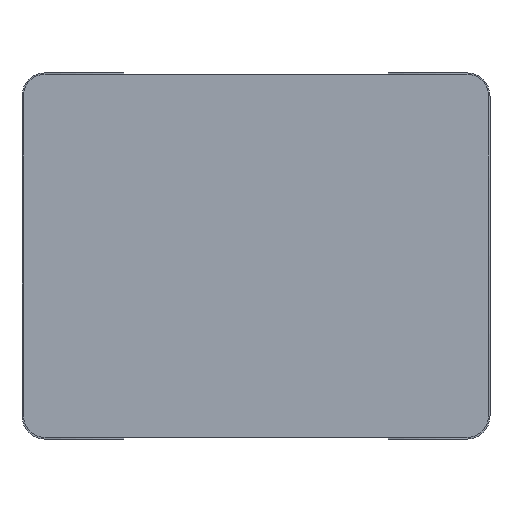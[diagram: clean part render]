
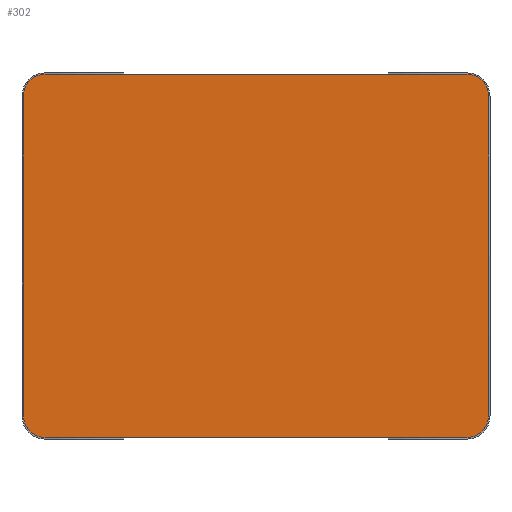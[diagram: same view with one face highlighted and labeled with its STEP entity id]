
A CAD part, top view. The second image highlights one B-rep face of the part: STEP entity #302.
In plain terms, the highlighted planar face has unit normal (0, 0, 1).
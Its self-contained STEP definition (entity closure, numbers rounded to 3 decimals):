
#183=PLANE('',#2455);
#302=ADVANCED_FACE('',(#469),#183,.F.);
#469=FACE_OUTER_BOUND('',#605,.T.);
#605=EDGE_LOOP('',(#1130,#1131,#1132,#1133,#1134,#1135,#1136,#1137));
#704=CIRCLE('',#2444,0.15);
#705=CIRCLE('',#2447,0.15);
#706=CIRCLE('',#2450,0.15);
#707=CIRCLE('',#2453,0.15);
#1130=ORIENTED_EDGE('',*,*,#1783,.F.);
#1131=ORIENTED_EDGE('',*,*,#1797,.F.);
#1132=ORIENTED_EDGE('',*,*,#1795,.F.);
#1133=ORIENTED_EDGE('',*,*,#1793,.F.);
#1134=ORIENTED_EDGE('',*,*,#1791,.F.);
#1135=ORIENTED_EDGE('',*,*,#1789,.F.);
#1136=ORIENTED_EDGE('',*,*,#1787,.F.);
#1137=ORIENTED_EDGE('',*,*,#1785,.F.);
#1522=VERTEX_POINT('',#10677);
#1523=VERTEX_POINT('',#10679);
#1524=VERTEX_POINT('',#10683);
#1525=VERTEX_POINT('',#10687);
#1526=VERTEX_POINT('',#10691);
#1527=VERTEX_POINT('',#10695);
#1528=VERTEX_POINT('',#10699);
#1529=VERTEX_POINT('',#10703);
#1783=EDGE_CURVE('',#1522,#1523,#2025,.T.);
#1785=EDGE_CURVE('',#1523,#1524,#704,.T.);
#1787=EDGE_CURVE('',#1524,#1525,#2028,.T.);
#1789=EDGE_CURVE('',#1525,#1526,#705,.T.);
#1791=EDGE_CURVE('',#1526,#1527,#2031,.T.);
#1793=EDGE_CURVE('',#1527,#1528,#706,.T.);
#1795=EDGE_CURVE('',#1528,#1529,#2034,.T.);
#1797=EDGE_CURVE('',#1529,#1522,#707,.T.);
#2025=LINE('',#10678,#2235);
#2028=LINE('',#10686,#2238);
#2031=LINE('',#10694,#2241);
#2034=LINE('',#10702,#2244);
#2235=VECTOR('',#2835,1.);
#2238=VECTOR('',#2844,1.);
#2241=VECTOR('',#2853,1.);
#2244=VECTOR('',#2862,1.);
#2444=AXIS2_PLACEMENT_3D('',#10682,#2839,#2840);
#2447=AXIS2_PLACEMENT_3D('',#10690,#2848,#2849);
#2450=AXIS2_PLACEMENT_3D('',#10698,#2857,#2858);
#2453=AXIS2_PLACEMENT_3D('',#10706,#2866,#2867);
#2455=AXIS2_PLACEMENT_3D('',#10708,#2870,#2871);
#2835=DIRECTION('',(0.,-1.,0.));
#2839=DIRECTION('',(0.,0.,-1.));
#2840=DIRECTION('',(1.,0.,0.));
#2844=DIRECTION('',(-1.,0.,0.));
#2848=DIRECTION('',(0.,0.,-1.));
#2849=DIRECTION('',(1.,0.,0.));
#2853=DIRECTION('',(0.,1.,0.));
#2857=DIRECTION('',(0.,0.,-1.));
#2858=DIRECTION('',(1.,0.,0.));
#2862=DIRECTION('',(1.,0.,0.));
#2866=DIRECTION('',(0.,0.,-1.));
#2867=DIRECTION('',(1.,0.,0.));
#2870=DIRECTION('',(0.,0.,-1.));
#2871=DIRECTION('',(-1.,0.,0.));
#10677=CARTESIAN_POINT('',(1.6,1.1,0.68));
#10678=CARTESIAN_POINT('',(1.6,1.1,0.68));
#10679=CARTESIAN_POINT('',(1.6,-1.1,0.68));
#10682=CARTESIAN_POINT('',(1.45,-1.1,0.68));
#10683=CARTESIAN_POINT('',(1.45,-1.25,0.68));
#10686=CARTESIAN_POINT('',(1.45,-1.25,0.68));
#10687=CARTESIAN_POINT('',(-1.45,-1.25,0.68));
#10690=CARTESIAN_POINT('',(-1.45,-1.1,0.68));
#10691=CARTESIAN_POINT('',(-1.6,-1.1,0.68));
#10694=CARTESIAN_POINT('',(-1.6,-1.1,0.68));
#10695=CARTESIAN_POINT('',(-1.6,1.1,0.68));
#10698=CARTESIAN_POINT('',(-1.45,1.1,0.68));
#10699=CARTESIAN_POINT('',(-1.45,1.25,0.68));
#10702=CARTESIAN_POINT('',(-1.45,1.25,0.68));
#10703=CARTESIAN_POINT('',(1.45,1.25,0.68));
#10706=CARTESIAN_POINT('',(1.45,1.1,0.68));
#10708=CARTESIAN_POINT('',(1.45,-1.1,0.68));
